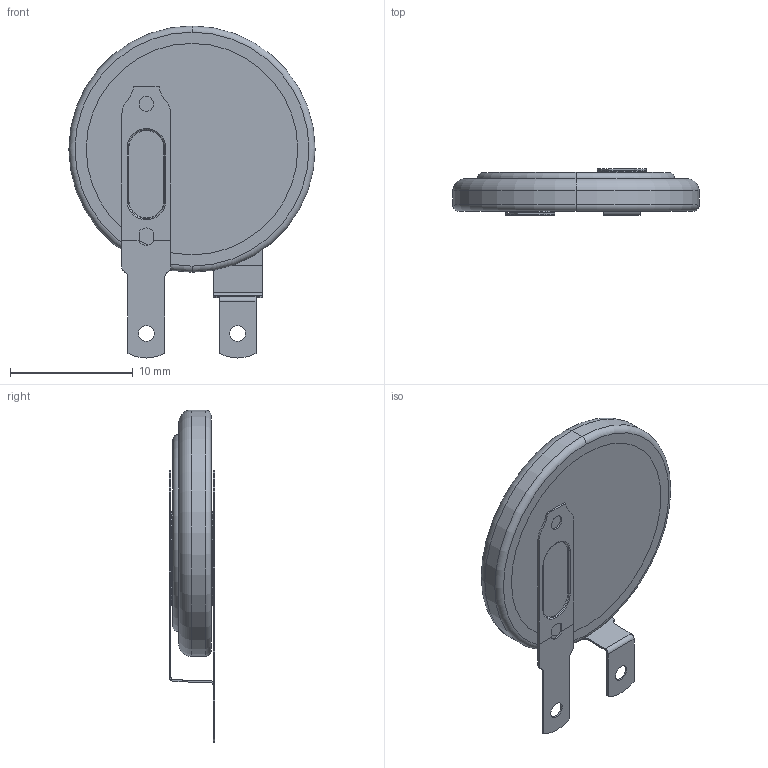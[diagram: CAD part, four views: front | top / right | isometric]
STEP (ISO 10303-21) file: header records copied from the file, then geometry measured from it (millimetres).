
FILE_DESCRIPTION (( 'STEP AP214' ), '1' );
FILE_NAME ('CR-2032L-F1N.STEP', '2019-03-03T13:13:13', ( '' ), ( '' ), 'SwSTEP 2.0', 'SolidWorks 2017', '' );
FILE_SCHEMA (( 'AUTOMOTIVE_DESIGN' ));
Length unit declared in the file: millimetre
Products named in the file (1): CR-2032L-F1N
Bounding box: 20.1 x 3.75 x 27.1 mm (x, y, z)
Volume: 948.7 mm3; surface area: 1996.3 mm2
Topology: 7 solids, 7 shells, 142 faces, 342 edges, 220 vertices
Faces by surface type: cylinder 62, plane 50, torus 30
Entity records: 4304 total; most frequent: DIRECTION 810, CARTESIAN_POINT 705, ORIENTED_EDGE 684, EDGE_CURVE 342, AXIS2_PLACEMENT_3D 325, VERTEX_POINT 220, CIRCLE 182, VECTOR 160
